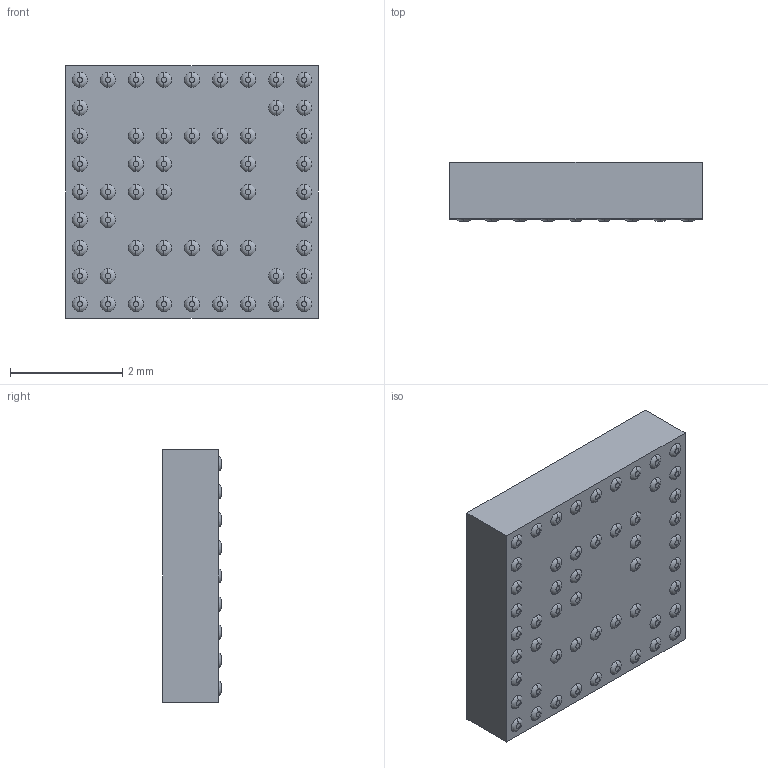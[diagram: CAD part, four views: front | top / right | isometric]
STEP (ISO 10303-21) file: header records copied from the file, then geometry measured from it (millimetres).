
FILE_DESCRIPTION (( 'STEP AP214' ), '1' );
FILE_NAME ('MIA-M10Q-00B.STEP', '2025-02-15T11:31:45', ( 'LENOVO' ), ( '' ), 'SwSTEP 2.0', 'SolidWorks 2021', '' );
FILE_SCHEMA (( 'AUTOMOTIVE_DESIGN' ));
Length unit declared in the file: millimetre
Products named in the file (1): MIA-M10Q-00B
Bounding box: 4.5 x 1.04 x 4.5 mm (x, y, z)
Volume: 20.3 mm3; surface area: 65.9 mm2
Topology: 55 solids, 55 shells, 225 faces, 342 edges, 228 vertices
Faces by surface type: plane 115, torus 106, cylinder 4
Entity records: 5733 total; most frequent: DIRECTION 1120, CARTESIAN_POINT 796, ORIENTED_EDGE 684, AXIS2_PLACEMENT_3D 552, EDGE_CURVE 342, CIRCLE 326, VERTEX_POINT 228, EDGE_LOOP 226
